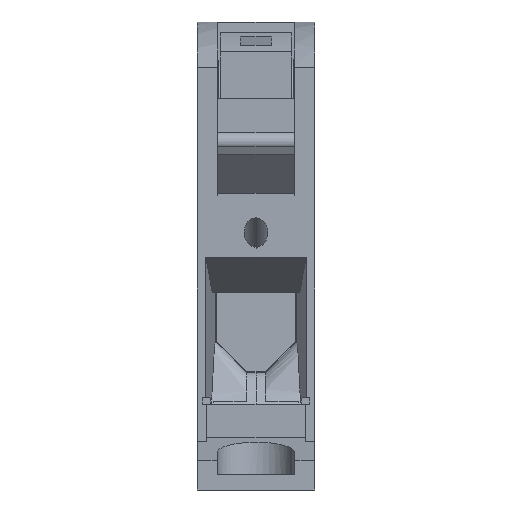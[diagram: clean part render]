
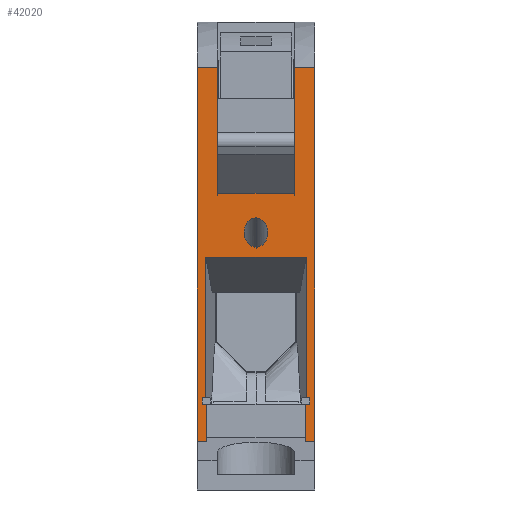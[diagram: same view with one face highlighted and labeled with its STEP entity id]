
A CAD part, front view. The second image highlights one B-rep face of the part: STEP entity #42020.
In plain terms, the highlighted face is planar.
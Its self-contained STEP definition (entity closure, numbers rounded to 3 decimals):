
#2010=CARTESIAN_POINT('',(-46.016,-1.928,
27.));
#2020=VERTEX_POINT('',#2010);
#2190=CARTESIAN_POINT('',(-46.016,-9.846,
27.));
#2200=VERTEX_POINT('',#2190);
#2230=CARTESIAN_POINT('',(-46.016,-49.182,
27.));
#2240=DIRECTION('',(0.,1.,0.));
#2250=VECTOR('',#2240,1.);
#2260=LINE('',#2230,#2250);
#2270=EDGE_CURVE('',#2200,#2020,#2260,.T.);
#9830=CARTESIAN_POINT('',(-46.016,-9.846,
26.));
#9840=VERTEX_POINT('',#9830);
#9870=CARTESIAN_POINT('',(-46.016,-9.846,
27.));
#9880=DIRECTION('',(0.,0.,-1.));
#9890=VECTOR('',#9880,1.);
#9900=LINE('',#9870,#9890);
#9910=EDGE_CURVE('',#2200,#9840,#9900,.T.);
#10060=CARTESIAN_POINT('',(-46.016,-9.846,
48.));
#10070=VERTEX_POINT('',#10060);
#10100=CARTESIAN_POINT('',(-46.016,-9.846,
49.));
#10110=VERTEX_POINT('',#10100);
#10120=EDGE_CURVE('',#10110,#10070,#9900,.T.);
#10520=CARTESIAN_POINT('',(-46.016,0.,
49.));
#10530=DIRECTION('',(0.,-1.,0.));
#10540=VECTOR('',#10530,1.);
#10550=LINE('',#10520,#10540);
#10560=CARTESIAN_POINT('',(-46.016,-11.246,
49.));
#10570=VERTEX_POINT('',#10560);
#10580=EDGE_CURVE('',#10110,#10570,#10550,.T.);
#11250=CARTESIAN_POINT('',(-46.016,-11.246,
48.243));
#11260=VERTEX_POINT('',#11250);
#11290=CARTESIAN_POINT('',(-46.016,0.,
48.243));
#11300=DIRECTION('',(0.,1.,0.));
#11310=VECTOR('',#11300,1.);
#11320=LINE('',#11290,#11310);
#11330=CARTESIAN_POINT('',(-46.016,-41.126,
48.243));
#11340=VERTEX_POINT('',#11330);
#11350=EDGE_CURVE('',#11340,#11260,#11320,.T.);
#17590=CARTESIAN_POINT('',(-46.016,-41.126,
26.757));
#17600=VERTEX_POINT('',#17590);
#17630=CARTESIAN_POINT('',(-46.016,0.,
26.757));
#17640=DIRECTION('',(0.,1.,0.));
#17650=VECTOR('',#17640,1.);
#17660=LINE('',#17630,#17650);
#17670=CARTESIAN_POINT('',(-46.016,-11.246,
26.757));
#17680=VERTEX_POINT('',#17670);
#17690=EDGE_CURVE('',#17600,#17680,#17660,.T.);
#18130=CARTESIAN_POINT('',(-46.016,-11.246,
26.));
#18140=VERTEX_POINT('',#18130);
#18170=CARTESIAN_POINT('',(-46.016,0.,
26.));
#18180=DIRECTION('',(0.,-1.,0.));
#18190=VECTOR('',#18180,1.);
#18200=LINE('',#18170,#18190);
#18210=EDGE_CURVE('',#9840,#18140,#18200,.T.);
#18650=CARTESIAN_POINT('',(-46.016,-11.246,
27.));
#18660=DIRECTION('',(0.,0.,-1.));
#18670=VECTOR('',#18660,1.);
#18680=LINE('',#18650,#18670);
#18690=EDGE_CURVE('',#17680,#18140,#18680,.T.);
#24000=CARTESIAN_POINT('',(-46.016,-41.126,
27.));
#24010=DIRECTION('',(0.,0.,-1.));
#24020=VECTOR('',#24010,1.);
#24030=LINE('',#24000,#24020);
#24040=EDGE_CURVE('',#11340,#17600,#24030,.T.);
#28780=CARTESIAN_POINT('',(-46.016,-1.928,
25.));
#28790=VERTEX_POINT('',#28780);
#28820=CARTESIAN_POINT('',(-46.016,-49.182,
25.));
#28830=DIRECTION('',(0.,1.,0.));
#28840=VECTOR('',#28830,1.);
#28850=LINE('',#28820,#28840);
#28860=CARTESIAN_POINT('',(-46.016,-81.617,
25.));
#28870=VERTEX_POINT('',#28860);
#28880=EDGE_CURVE('',#28870,#28790,#28850,.T.);
#40960=CARTESIAN_POINT('',(-46.016,-51.875,
36.5));
#40970=DIRECTION('',(1.,0.,0.));
#40980=DIRECTION('',(0.,1.,0.));
#40990=AXIS2_PLACEMENT_3D('',#40960,#40970,#40980);
#41000=PLANE('',#40990);
#41010=CARTESIAN_POINT('',(-46.016,-46.436,
37.5));
#41020=DIRECTION('',(1.,0.,0.));
#41030=DIRECTION('',(0.,1.,0.));
#41040=AXIS2_PLACEMENT_3D('',#41010,#41020,#41030);
#41050=ELLIPSE('',#41040,3.113,2.55);
#41060=CARTESIAN_POINT('',(-46.016,-43.323,
37.5));
#41070=VERTEX_POINT('',#41060);
#41080=CARTESIAN_POINT('',(-46.016,-49.549,
37.5));
#41090=VERTEX_POINT('',#41080);
#41100=EDGE_CURVE('',#41070,#41090,#41050,.T.);
#41110=ORIENTED_EDGE('',*,*,#41100,.T.);
#41120=CARTESIAN_POINT('',(-46.016,-49.495,
37.025));
#41130=VERTEX_POINT('',#41120);
#41140=EDGE_CURVE('',#41130,#41070,#41050,.T.);
#41150=ORIENTED_EDGE('',*,*,#41140,.T.);
#41160=EDGE_CURVE('',#41090,#41130,#41050,.T.);
#41170=ORIENTED_EDGE('',*,*,#41160,.T.);
#41180=EDGE_LOOP('',(#41170,#41150,#41110));
#41190=FACE_BOUND('',#41180,.T.);
#41200=CARTESIAN_POINT('',(-46.016,-49.182,
50.));
#41210=DIRECTION('',(0.,-1.,0.));
#41220=VECTOR('',#41210,1.);
#41230=LINE('',#41200,#41220);
#41240=CARTESIAN_POINT('',(-46.016,-1.928,
50.));
#41250=VERTEX_POINT('',#41240);
#41260=CARTESIAN_POINT('',(-46.016,-81.617,
50.));
#41270=VERTEX_POINT('',#41260);
#41280=EDGE_CURVE('',#41250,#41270,#41230,.T.);
#41290=ORIENTED_EDGE('',*,*,#41280,.F.);
#41300=CARTESIAN_POINT('',(-46.016,-81.617,
50.));
#41310=DIRECTION('',(0.,0.,-1.));
#41320=VECTOR('',#41310,1.);
#41330=LINE('',#41300,#41320);
#41340=CARTESIAN_POINT('',(-46.016,-81.617,
45.65));
#41350=VERTEX_POINT('',#41340);
#41360=EDGE_CURVE('',#41270,#41350,#41330,.T.);
#41370=ORIENTED_EDGE('',*,*,#41360,.F.);
#41380=CARTESIAN_POINT('',(-46.016,0.,
45.65));
#41390=DIRECTION('',(0.,1.,0.));
#41400=VECTOR('',#41390,1.);
#41410=LINE('',#41380,#41400);
#41420=CARTESIAN_POINT('',(-46.016,-54.848,
45.65));
#41430=VERTEX_POINT('',#41420);
#41440=EDGE_CURVE('',#41350,#41430,#41410,.T.);
#41450=ORIENTED_EDGE('',*,*,#41440,.F.);
#41460=CARTESIAN_POINT('',(-46.016,-54.848,
27.));
#41470=DIRECTION('',(0.,0.,1.));
#41480=VECTOR('',#41470,1.);
#41490=LINE('',#41460,#41480);
#41500=CARTESIAN_POINT('',(-46.016,-54.848,
29.35));
#41510=VERTEX_POINT('',#41500);
#41520=EDGE_CURVE('',#41510,#41430,#41490,.T.);
#41530=ORIENTED_EDGE('',*,*,#41520,.T.);
#41540=CARTESIAN_POINT('',(-46.016,0.,
29.35));
#41550=DIRECTION('',(0.,-1.,0.));
#41560=VECTOR('',#41550,1.);
#41570=LINE('',#41540,#41560);
#41580=CARTESIAN_POINT('',(-46.016,-81.617,
29.35));
#41590=VERTEX_POINT('',#41580);
#41600=EDGE_CURVE('',#41510,#41590,#41570,.T.);
#41610=ORIENTED_EDGE('',*,*,#41600,.F.);
#41620=EDGE_CURVE('',#41590,#28870,#41330,.T.);
#41630=ORIENTED_EDGE('',*,*,#41620,.F.);
#41640=ORIENTED_EDGE('',*,*,#28880,.F.);
#41650=CARTESIAN_POINT('',(-46.016,-1.928,
27.));
#41660=DIRECTION('',(0.,0.,1.));
#41670=VECTOR('',#41660,1.);
#41680=LINE('',#41650,#41670);
#41690=EDGE_CURVE('',#28790,#2020,#41680,.T.);
#41700=ORIENTED_EDGE('',*,*,#41690,.F.);
#41710=ORIENTED_EDGE('',*,*,#2270,.T.);
#41720=ORIENTED_EDGE('',*,*,#9910,.F.);
#41730=ORIENTED_EDGE('',*,*,#18210,.F.);
#41740=ORIENTED_EDGE('',*,*,#18690,.T.);
#41750=ORIENTED_EDGE('',*,*,#17690,.T.);
#41760=ORIENTED_EDGE('',*,*,#24040,.T.);
#41770=ORIENTED_EDGE('',*,*,#11350,.F.);
#41780=CARTESIAN_POINT('',(-46.016,-11.246,
27.));
#41790=DIRECTION('',(0.,0.,-1.));
#41800=VECTOR('',#41790,1.);
#41810=LINE('',#41780,#41800);
#41820=EDGE_CURVE('',#10570,#11260,#41810,.T.);
#41830=ORIENTED_EDGE('',*,*,#41820,.T.);
#41840=ORIENTED_EDGE('',*,*,#10580,.T.);
#41850=ORIENTED_EDGE('',*,*,#10120,.F.);
#41860=CARTESIAN_POINT('',(-46.016,-49.182,
48.));
#41870=DIRECTION('',(0.,1.,0.));
#41880=VECTOR('',#41870,1.);
#41890=LINE('',#41860,#41880);
#41900=CARTESIAN_POINT('',(-46.016,-1.928,
48.));
#41910=VERTEX_POINT('',#41900);
#41920=EDGE_CURVE('',#10070,#41910,#41890,.T.);
#41930=ORIENTED_EDGE('',*,*,#41920,.F.);
#41940=CARTESIAN_POINT('',(-46.016,-1.928,
48.));
#41950=DIRECTION('',(0.,0.,1.));
#41960=VECTOR('',#41950,1.);
#41970=LINE('',#41940,#41960);
#41980=EDGE_CURVE('',#41910,#41250,#41970,.T.);
#41990=ORIENTED_EDGE('',*,*,#41980,.F.);
#42000=EDGE_LOOP('',(#41990,#41930,#41850,#41840,#41830,#41770,#41760,
#41750,#41740,#41730,#41720,#41710,#41700,#41640,#41630,#41610,#41530,
#41450,#41370,#41290));
#42010=FACE_OUTER_BOUND('',#42000,.T.);
#42020=ADVANCED_FACE('',(#41190,#42010),#41000,.F.);
